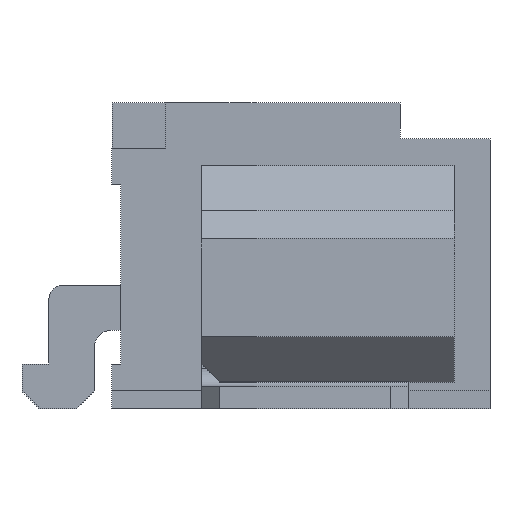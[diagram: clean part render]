
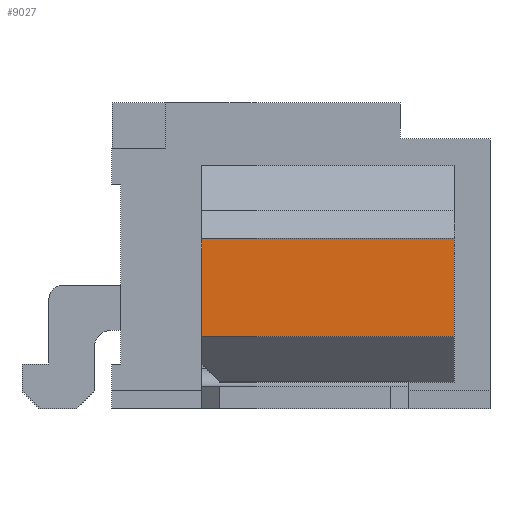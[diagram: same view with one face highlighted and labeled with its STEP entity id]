
A CAD part, left-side view. The second image highlights one B-rep face of the part: STEP entity #9027.
In plain terms, the highlighted planar face has unit normal (-1, 0, 0).
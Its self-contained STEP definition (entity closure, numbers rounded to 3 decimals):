
#1531 = PLANE('',#1532);
#1532 = AXIS2_PLACEMENT_3D('',#1533,#1534,#1535);
#1533 = CARTESIAN_POINT('',(2.125,1.1,0.));
#1534 = DIRECTION('',(0.,1.,0.));
#1535 = DIRECTION('',(-1.,0.,0.));
#1587 = PLANE('',#1588);
#1588 = AXIS2_PLACEMENT_3D('',#1589,#1590,#1591);
#1589 = CARTESIAN_POINT('',(2.125,-1.7,0.));
#1590 = DIRECTION('',(0.,1.,0.));
#1591 = DIRECTION('',(-1.,0.,0.));
#4527 = VERTEX_POINT('',#4528);
#4528 = CARTESIAN_POINT('',(-3.625,1.1,1.9));
#4542 = PLANE('',#4543);
#4543 = AXIS2_PLACEMENT_3D('',#4544,#4545,#4546);
#4544 = CARTESIAN_POINT('',(-3.625,-1.7,1.9));
#4545 = DIRECTION('',(-0.707,0.,0.707));
#4546 = DIRECTION('',(0.707,0.,0.707));
#4554 = EDGE_CURVE('',#4555,#4527,#4557,.T.);
#4555 = VERTEX_POINT('',#4556);
#4556 = CARTESIAN_POINT('',(-3.625,1.1,0.8));
#4557 = SURFACE_CURVE('',#4558,(#4562,#4569),.PCURVE_S1.);
#4558 = LINE('',#4559,#4560);
#4559 = CARTESIAN_POINT('',(-3.625,1.1,0.8));
#4560 = VECTOR('',#4561,1.);
#4561 = DIRECTION('',(0.,0.,1.));
#4562 = PCURVE('',#1531,#4563);
#4563 = DEFINITIONAL_REPRESENTATION('',(#4564),#4568);
#4564 = LINE('',#4565,#4566);
#4565 = CARTESIAN_POINT('',(5.75,0.8));
#4566 = VECTOR('',#4567,1.);
#4567 = DIRECTION('',(0.,1.));
#4568 = ( GEOMETRIC_REPRESENTATION_CONTEXT(2) 
PARAMETRIC_REPRESENTATION_CONTEXT() REPRESENTATION_CONTEXT('2D SPACE',''
  ) );
#4569 = PCURVE('',#4570,#4575);
#4570 = PLANE('',#4571);
#4571 = AXIS2_PLACEMENT_3D('',#4572,#4573,#4574);
#4572 = CARTESIAN_POINT('',(-3.625,-1.7,0.8));
#4573 = DIRECTION('',(-1.,0.,0.));
#4574 = DIRECTION('',(0.,0.,1.));
#4575 = DEFINITIONAL_REPRESENTATION('',(#4576),#4580);
#4576 = LINE('',#4577,#4578);
#4577 = CARTESIAN_POINT('',(0.,2.8));
#4578 = VECTOR('',#4579,1.);
#4579 = DIRECTION('',(1.,0.));
#4580 = ( GEOMETRIC_REPRESENTATION_CONTEXT(2) 
PARAMETRIC_REPRESENTATION_CONTEXT() REPRESENTATION_CONTEXT('2D SPACE',''
  ) );
#4596 = PLANE('',#4597);
#4597 = AXIS2_PLACEMENT_3D('',#4598,#4599,#4600);
#4598 = CARTESIAN_POINT('',(-3.125,-1.7,0.3));
#4599 = DIRECTION('',(-0.707,0.,-0.707));
#4600 = DIRECTION('',(-0.707,0.,0.707));
#4803 = VERTEX_POINT('',#4804);
#4804 = CARTESIAN_POINT('',(-3.625,-1.7,0.8));
#4825 = EDGE_CURVE('',#4803,#4826,#4828,.T.);
#4826 = VERTEX_POINT('',#4827);
#4827 = CARTESIAN_POINT('',(-3.625,-1.7,1.9));
#4828 = SURFACE_CURVE('',#4829,(#4833,#4840),.PCURVE_S1.);
#4829 = LINE('',#4830,#4831);
#4830 = CARTESIAN_POINT('',(-3.625,-1.7,0.8));
#4831 = VECTOR('',#4832,1.);
#4832 = DIRECTION('',(0.,0.,1.));
#4833 = PCURVE('',#1587,#4834);
#4834 = DEFINITIONAL_REPRESENTATION('',(#4835),#4839);
#4835 = LINE('',#4836,#4837);
#4836 = CARTESIAN_POINT('',(5.75,0.8));
#4837 = VECTOR('',#4838,1.);
#4838 = DIRECTION('',(0.,1.));
#4839 = ( GEOMETRIC_REPRESENTATION_CONTEXT(2) 
PARAMETRIC_REPRESENTATION_CONTEXT() REPRESENTATION_CONTEXT('2D SPACE',''
  ) );
#4840 = PCURVE('',#4570,#4841);
#4841 = DEFINITIONAL_REPRESENTATION('',(#4842),#4846);
#4842 = LINE('',#4843,#4844);
#4843 = CARTESIAN_POINT('',(0.,0.));
#4844 = VECTOR('',#4845,1.);
#4845 = DIRECTION('',(1.,0.));
#4846 = ( GEOMETRIC_REPRESENTATION_CONTEXT(2) 
PARAMETRIC_REPRESENTATION_CONTEXT() REPRESENTATION_CONTEXT('2D SPACE',''
  ) );
#9005 = EDGE_CURVE('',#4826,#4527,#9006,.T.);
#9006 = SURFACE_CURVE('',#9007,(#9011,#9018),.PCURVE_S1.);
#9007 = LINE('',#9008,#9009);
#9008 = CARTESIAN_POINT('',(-3.625,-1.7,1.9));
#9009 = VECTOR('',#9010,1.);
#9010 = DIRECTION('',(0.,1.,0.));
#9011 = PCURVE('',#4542,#9012);
#9012 = DEFINITIONAL_REPRESENTATION('',(#9013),#9017);
#9013 = LINE('',#9014,#9015);
#9014 = CARTESIAN_POINT('',(0.,0.));
#9015 = VECTOR('',#9016,1.);
#9016 = DIRECTION('',(0.,1.));
#9017 = ( GEOMETRIC_REPRESENTATION_CONTEXT(2) 
PARAMETRIC_REPRESENTATION_CONTEXT() REPRESENTATION_CONTEXT('2D SPACE',''
  ) );
#9018 = PCURVE('',#4570,#9019);
#9019 = DEFINITIONAL_REPRESENTATION('',(#9020),#9024);
#9020 = LINE('',#9021,#9022);
#9021 = CARTESIAN_POINT('',(1.1,0.));
#9022 = VECTOR('',#9023,1.);
#9023 = DIRECTION('',(0.,1.));
#9024 = ( GEOMETRIC_REPRESENTATION_CONTEXT(2) 
PARAMETRIC_REPRESENTATION_CONTEXT() REPRESENTATION_CONTEXT('2D SPACE',''
  ) );
#9027 = ADVANCED_FACE('',(#9028),#4570,.T.);
#9028 = FACE_BOUND('',#9029,.F.);
#9029 = EDGE_LOOP('',(#9030,#9031,#9052,#9053));
#9030 = ORIENTED_EDGE('',*,*,#4825,.F.);
#9031 = ORIENTED_EDGE('',*,*,#9032,.T.);
#9032 = EDGE_CURVE('',#4803,#4555,#9033,.T.);
#9033 = SURFACE_CURVE('',#9034,(#9038,#9045),.PCURVE_S1.);
#9034 = LINE('',#9035,#9036);
#9035 = CARTESIAN_POINT('',(-3.625,-1.7,0.8));
#9036 = VECTOR('',#9037,1.);
#9037 = DIRECTION('',(0.,1.,0.));
#9038 = PCURVE('',#4570,#9039);
#9039 = DEFINITIONAL_REPRESENTATION('',(#9040),#9044);
#9040 = LINE('',#9041,#9042);
#9041 = CARTESIAN_POINT('',(0.,0.));
#9042 = VECTOR('',#9043,1.);
#9043 = DIRECTION('',(0.,1.));
#9044 = ( GEOMETRIC_REPRESENTATION_CONTEXT(2) 
PARAMETRIC_REPRESENTATION_CONTEXT() REPRESENTATION_CONTEXT('2D SPACE',''
  ) );
#9045 = PCURVE('',#4596,#9046);
#9046 = DEFINITIONAL_REPRESENTATION('',(#9047),#9051);
#9047 = LINE('',#9048,#9049);
#9048 = CARTESIAN_POINT('',(0.707,0.));
#9049 = VECTOR('',#9050,1.);
#9050 = DIRECTION('',(0.,1.));
#9051 = ( GEOMETRIC_REPRESENTATION_CONTEXT(2) 
PARAMETRIC_REPRESENTATION_CONTEXT() REPRESENTATION_CONTEXT('2D SPACE',''
  ) );
#9052 = ORIENTED_EDGE('',*,*,#4554,.T.);
#9053 = ORIENTED_EDGE('',*,*,#9005,.F.);
